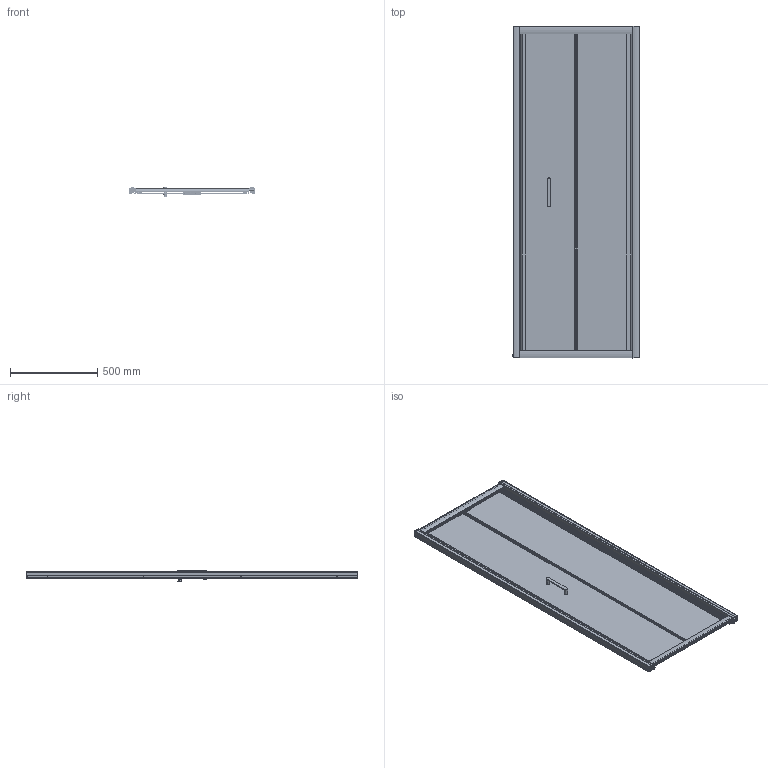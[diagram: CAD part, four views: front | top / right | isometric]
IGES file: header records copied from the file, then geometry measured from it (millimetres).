
Start section: SolidWorks IGES file using analytic representation for surfaces
Global section: file name: BSP-BL-B722A.IGS; native system: SolidWorks 2010; preprocessor: SolidWorks 2010; author: wuzm; date: 200111.133141; units: millimetre
Bounding box: 725.9 x 1902.86 x 62.76 mm (x, y, z)
Surface area: 5875175.8 mm2 (no closed solid volume)
Topology: 0 solids, 0 shells, 4470 faces, 44286 edges, 44142 vertices
Faces by surface type: bspline 2520, revolution 1950
